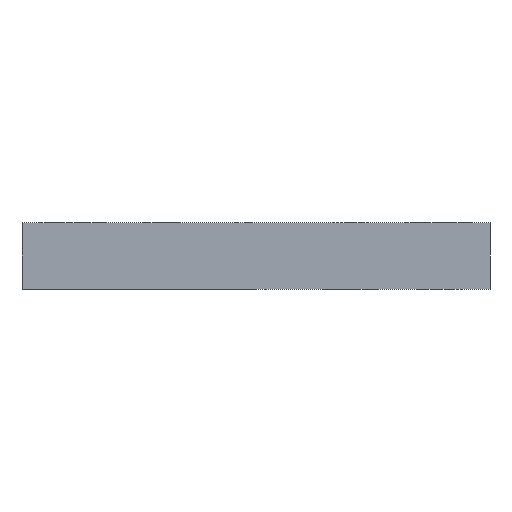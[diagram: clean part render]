
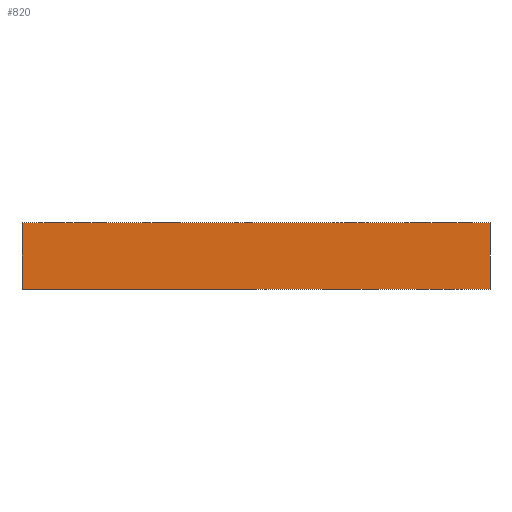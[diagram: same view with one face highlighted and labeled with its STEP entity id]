
A CAD part, left-side view. The second image highlights one B-rep face of the part: STEP entity #820.
In plain terms, the highlighted planar face has unit normal (-1, 0, 0).
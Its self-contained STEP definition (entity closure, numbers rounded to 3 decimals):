
#34 = EDGE_LOOP ( 'NONE', ( #609, #1397, #853, #364 ) ) ;
#78 = CARTESIAN_POINT ( 'NONE',  ( -70., -70., 20. ) ) ;
#87 = EDGE_CURVE ( 'NONE', #599, #1079, #639, .T. ) ;
#89 = CARTESIAN_POINT ( 'NONE',  ( -70., -70., 0. ) ) ;
#98 = VERTEX_POINT ( 'NONE', #78 ) ;
#182 = VECTOR ( 'NONE', #665, 1000. ) ;
#213 = DIRECTION ( 'NONE',  ( 0., 0., -1. ) ) ;
#219 = EDGE_CURVE ( 'NONE', #968, #98, #1382, .T. ) ;
#274 = LINE ( 'NONE', #1003, #908 ) ;
#340 = DIRECTION ( 'NONE',  ( 1., 0., 0. ) ) ;
#364 = ORIENTED_EDGE ( 'NONE', *, *, #1149, .T. ) ;
#458 = DIRECTION ( 'NONE',  ( 0., 1., 0. ) ) ;
#599 = VERTEX_POINT ( 'NONE', #618 ) ;
#609 = ORIENTED_EDGE ( 'NONE', *, *, #87, .T. ) ;
#618 = CARTESIAN_POINT ( 'NONE',  ( -70., 70., 0. ) ) ;
#625 = DIRECTION ( 'NONE',  ( 0., -1., 0. ) ) ;
#639 = LINE ( 'NONE', #975, #1425 ) ;
#665 = DIRECTION ( 'NONE',  ( 0., -1., 0. ) ) ;
#685 = EDGE_CURVE ( 'NONE', #98, #1079, #1083, .T. ) ;
#702 = PLANE ( 'NONE',  #873 ) ;
#820 = ADVANCED_FACE ( 'NONE', ( #987 ), #702, .F. ) ;
#853 = ORIENTED_EDGE ( 'NONE', *, *, #219, .F. ) ;
#873 = AXIS2_PLACEMENT_3D ( 'NONE', #965, #340, #458 ) ;
#908 = VECTOR ( 'NONE', #213, 1000. ) ;
#911 = VECTOR ( 'NONE', #1468, 1000. ) ;
#965 = CARTESIAN_POINT ( 'NONE',  ( -70., -70., 20. ) ) ;
#968 = VERTEX_POINT ( 'NONE', #1417 ) ;
#975 = CARTESIAN_POINT ( 'NONE',  ( -70., -70., 0. ) ) ;
#987 = FACE_OUTER_BOUND ( 'NONE', #34, .T. ) ;
#994 = CARTESIAN_POINT ( 'NONE',  ( -70., -70., 20. ) ) ;
#1003 = CARTESIAN_POINT ( 'NONE',  ( -70., 70., 20. ) ) ;
#1079 = VERTEX_POINT ( 'NONE', #89 ) ;
#1083 = LINE ( 'NONE', #1229, #911 ) ;
#1149 = EDGE_CURVE ( 'NONE', #968, #599, #274, .T. ) ;
#1229 = CARTESIAN_POINT ( 'NONE',  ( -70., -70., 20. ) ) ;
#1382 = LINE ( 'NONE', #994, #182 ) ;
#1397 = ORIENTED_EDGE ( 'NONE', *, *, #685, .F. ) ;
#1417 = CARTESIAN_POINT ( 'NONE',  ( -70., 70., 20. ) ) ;
#1425 = VECTOR ( 'NONE', #625, 1000. ) ;
#1468 = DIRECTION ( 'NONE',  ( 0., 0., -1. ) ) ;
